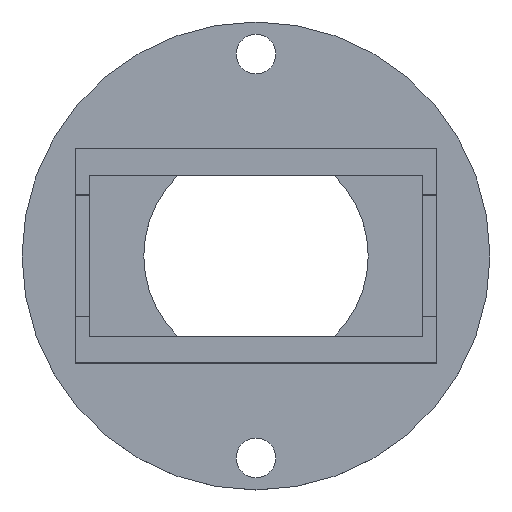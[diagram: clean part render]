
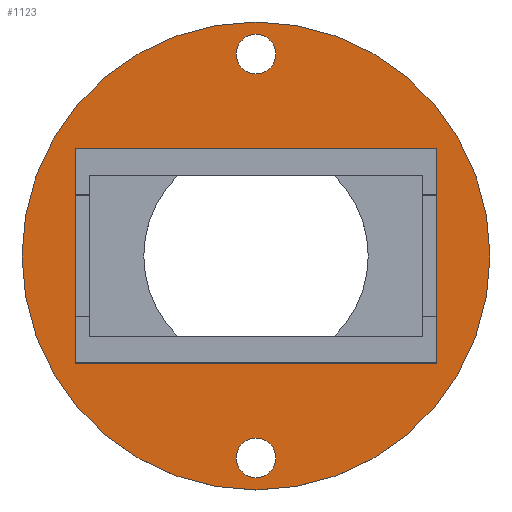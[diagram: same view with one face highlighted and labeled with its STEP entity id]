
A CAD part, top view. The second image highlights one B-rep face of the part: STEP entity #1123.
In plain terms, the highlighted planar face has unit normal (0, 0, 1).
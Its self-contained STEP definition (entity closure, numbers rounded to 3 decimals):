
#27=CIRCLE('',#1207,36.5);
#28=CIRCLE('',#1208,3.1);
#29=CIRCLE('',#1209,3.1);
#54=FACE_BOUND('',#182,.T.);
#55=FACE_BOUND('',#183,.T.);
#56=FACE_BOUND('',#184,.T.);
#112=FACE_OUTER_BOUND('',#181,.T.);
#181=EDGE_LOOP('',(#997));
#182=EDGE_LOOP('',(#998));
#183=EDGE_LOOP('',(#999,#1000,#1001,#1002));
#184=EDGE_LOOP('',(#1003));
#317=LINE('',#1783,#452);
#319=LINE('',#1787,#454);
#322=LINE('',#1792,#457);
#323=LINE('',#1794,#458);
#452=VECTOR('',#1462,10.);
#454=VECTOR('',#1466,10.);
#457=VECTOR('',#1471,10.);
#458=VECTOR('',#1474,10.);
#554=VERTEX_POINT('',#1780);
#555=VERTEX_POINT('',#1782);
#556=VERTEX_POINT('',#1786);
#557=VERTEX_POINT('',#1790);
#558=VERTEX_POINT('',#1798);
#559=VERTEX_POINT('',#1800);
#560=VERTEX_POINT('',#1802);
#701=EDGE_CURVE('',#555,#554,#317,.F.);
#703=EDGE_CURVE('',#556,#554,#319,.T.);
#706=EDGE_CURVE('',#556,#557,#322,.F.);
#707=EDGE_CURVE('',#555,#557,#323,.T.);
#708=EDGE_CURVE('',#558,#558,#27,.T.);
#709=EDGE_CURVE('',#559,#559,#28,.T.);
#710=EDGE_CURVE('',#560,#560,#29,.T.);
#997=ORIENTED_EDGE('',*,*,#708,.T.);
#998=ORIENTED_EDGE('',*,*,#709,.T.);
#999=ORIENTED_EDGE('',*,*,#703,.F.);
#1000=ORIENTED_EDGE('',*,*,#706,.T.);
#1001=ORIENTED_EDGE('',*,*,#707,.F.);
#1002=ORIENTED_EDGE('',*,*,#701,.T.);
#1003=ORIENTED_EDGE('',*,*,#710,.T.);
#1069=PLANE('',#1206);
#1123=ADVANCED_FACE('',(#112,#54,#55,#56),#1069,.F.);
#1206=AXIS2_PLACEMENT_3D('',#1797,#1479,#1480);
#1207=AXIS2_PLACEMENT_3D('',#1799,#1481,#1482);
#1208=AXIS2_PLACEMENT_3D('',#1801,#1483,#1484);
#1209=AXIS2_PLACEMENT_3D('',#1803,#1485,#1486);
#1462=DIRECTION('',(0.,1.,0.));
#1466=DIRECTION('',(1.,0.,0.));
#1471=DIRECTION('',(0.,-1.,0.));
#1474=DIRECTION('',(-1.,0.,0.));
#1479=DIRECTION('center_axis',(0.,0.,-1.));
#1480=DIRECTION('ref_axis',(1.,0.,0.));
#1481=DIRECTION('center_axis',(0.,0.,1.));
#1482=DIRECTION('ref_axis',(1.,0.,0.));
#1483=DIRECTION('center_axis',(0.,0.,-1.));
#1484=DIRECTION('ref_axis',(1.,0.,0.));
#1485=DIRECTION('center_axis',(0.,0.,-1.));
#1486=DIRECTION('ref_axis',(1.,0.,0.));
#1780=CARTESIAN_POINT('',(22.2,-16.7,-53.));
#1782=CARTESIAN_POINT('',(22.2,16.7,-53.));
#1783=CARTESIAN_POINT('',(22.2,-8.5,-53.));
#1786=CARTESIAN_POINT('',(-34.2,-16.7,-53.));
#1787=CARTESIAN_POINT('',(-20.25,-16.7,-53.));
#1790=CARTESIAN_POINT('',(-34.2,16.7,-53.));
#1792=CARTESIAN_POINT('',(-34.2,8.5,-53.));
#1794=CARTESIAN_POINT('',(8.25,16.7,-53.));
#1797=CARTESIAN_POINT('Origin',(-6.,0.,-53.));
#1798=CARTESIAN_POINT('',(-42.5,0.,-53.));
#1799=CARTESIAN_POINT('Origin',(-6.,0.,-53.));
#1800=CARTESIAN_POINT('',(-9.1,31.5,-53.));
#1801=CARTESIAN_POINT('Origin',(-6.,31.5,-53.));
#1802=CARTESIAN_POINT('',(-9.1,-31.5,-53.));
#1803=CARTESIAN_POINT('Origin',(-6.,-31.5,-53.));
